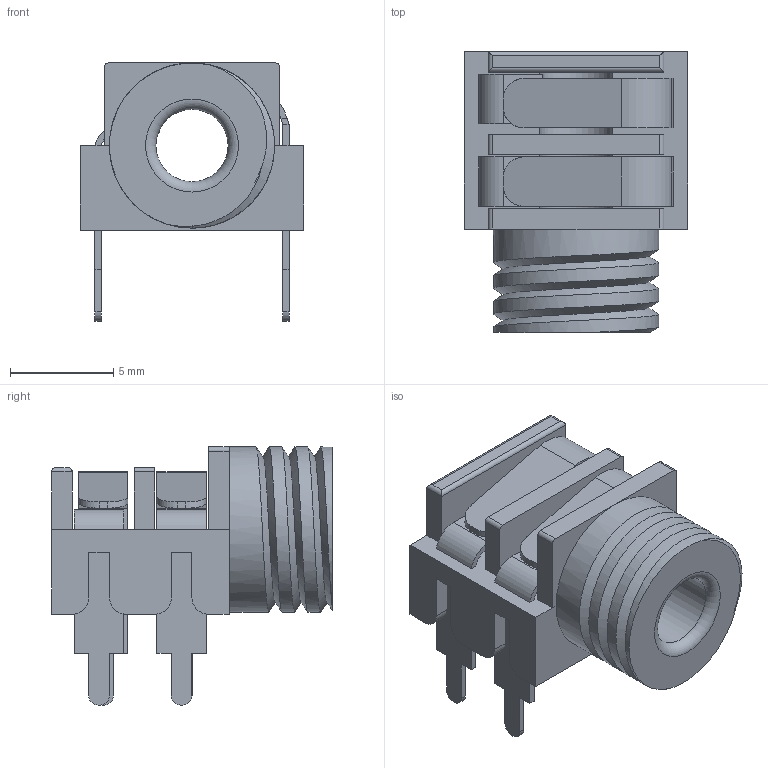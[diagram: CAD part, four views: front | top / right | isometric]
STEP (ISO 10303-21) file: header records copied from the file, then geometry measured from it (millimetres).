
FILE_DESCRIPTION(('FreeCAD Model'),'2;1');
FILE_NAME( 'FCR1281.step', '2021-03-19T21:49:45',('Author'),(''), 'Open CASCADE STEP processor 7.3','FreeCAD','Unknown');
FILE_SCHEMA(('AUTOMOTIVE_DESIGN { 1 0 10303 214 1 1 1 1 }'));
Length unit declared in the file: millimetre
Products named in the file (5): Leg_TN; Body; Leg_T; Leg_R; Leg_RN
Bounding box: 10.8 x 13.6 x 12.5 mm (x, y, z)
Volume: 576.7 mm3; surface area: 1101.2 mm2
Topology: 5 solids, 5 shells, 168 faces, 435 edges, 273 vertices
Faces by surface type: plane 118, cylinder 41, bspline 8, torus 1
Full cylindrical faces by diameter (mm): 3.5 x1, 8 x3
Entity records: 13183 total; most frequent: CARTESIAN_POINT 4406, DIRECTION 1599, LINE 1067, VECTOR 1067, ORIENTED_EDGE 870, PCURVE 870, DEFINITIONAL_REPRESENTATION 870, EDGE_CURVE 435
